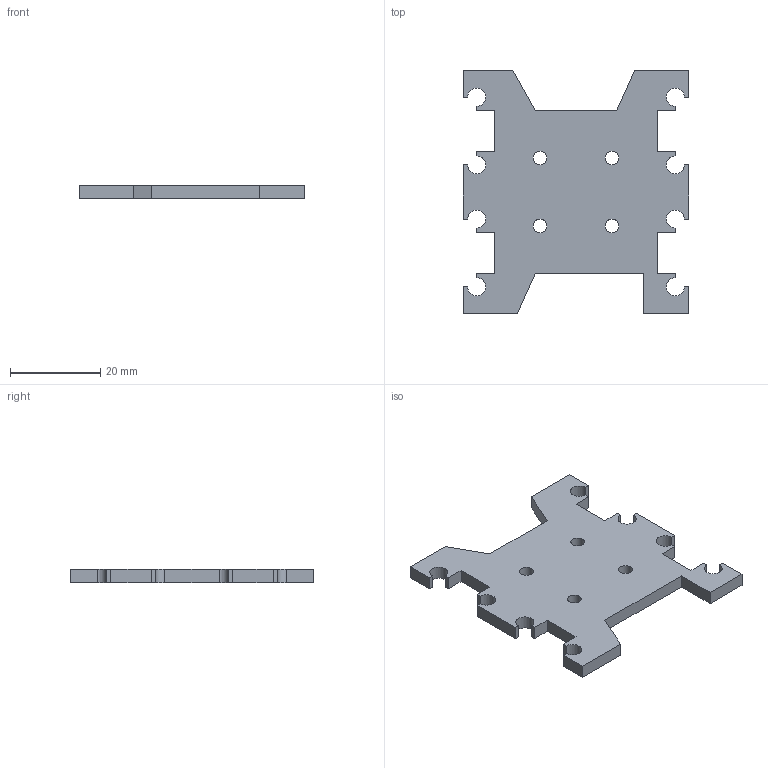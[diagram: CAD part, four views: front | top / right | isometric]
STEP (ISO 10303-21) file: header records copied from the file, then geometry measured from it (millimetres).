
FILE_DESCRIPTION(/* description */ (''),/* implementation_level */ '2;1');
FILE_NAME(/* name */ 'Hemera Mount_Component2 v1.step',/* time_stamp */ '2020-02-25T17:37:51-06:00',/* author */ (''),/* organization */ (''),/* preprocessor_version */ 'ST-DEVELOPER v18',/* originating_system */ 'Autodesk Translation Framework v8.12.0.6',/* authorisation */ '');
FILE_SCHEMA (('AUTOMOTIVE_DESIGN { 1 0 10303 214 3 1 1 }'));
Length unit declared in the file: millimetre
Products named in the file (1): Hemera Mount_Component2
Bounding box: 50 x 54 x 3 mm (x, y, z)
Volume: 5506.8 mm3; surface area: 4784.5 mm2
Topology: 1 solids, 1 shells, 58 faces, 176 edges, 120 vertices
Faces by surface type: plane 46, cylinder 12
Full cylindrical faces by diameter (mm): 3 x4
Entity records: 2032 total; most frequent: CARTESIAN_POINT 355, ORIENTED_EDGE 352, DIRECTION 326, EDGE_CURVE 176, LINE 144, VECTOR 144, VERTEX_POINT 120, AXIS2_PLACEMENT_3D 91
